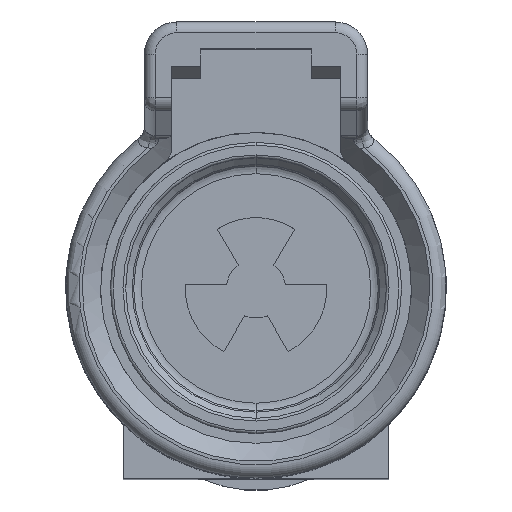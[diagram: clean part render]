
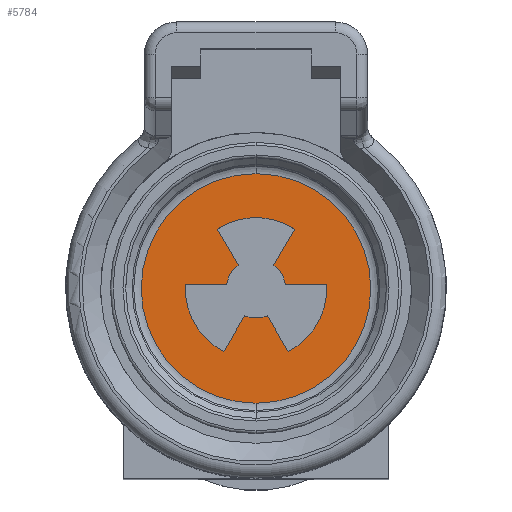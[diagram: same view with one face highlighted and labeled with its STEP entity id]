
A CAD part, top view. The second image highlights one B-rep face of the part: STEP entity #5784.
In plain terms, the highlighted planar face has unit normal (0, 0, 1).
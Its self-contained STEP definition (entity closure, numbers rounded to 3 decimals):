
#2199=CARTESIAN_POINT('',(0.,0.,-20.447));
#2200=DIRECTION('',(0.,0.,1.));
#2201=DIRECTION('',(0.,-1.,0.));
#2202=AXIS2_PLACEMENT_3D('',#2199,#2200,#2201);
#2214=CARTESIAN_POINT('',(0.,0.,-20.447));
#2215=DIRECTION('',(0.,0.,-1.));
#2216=DIRECTION('',(0.,-1.,0.));
#2217=AXIS2_PLACEMENT_3D('',#2214,#2215,#2216);
#2219=DIRECTION('',(0.5,-0.866,0.));
#2220=VECTOR('',#2219,1.962);
#2221=CARTESIAN_POINT('',(0.539,-1.289,-20.447));
#2222=LINE('',#2221,#2220);
#2223=CARTESIAN_POINT('',(0.,0.,-20.447));
#2224=DIRECTION('',(0.,0.,1.));
#2225=DIRECTION('',(0.453,-0.891,0.));
#2226=AXIS2_PLACEMENT_3D('',#2223,#2224,#2225);
#2228=DIRECTION('',(-1.,0.,0.));
#2229=VECTOR('',#2228,1.962);
#2230=CARTESIAN_POINT('',(3.348,0.178,-20.447));
#2231=LINE('',#2230,#2229);
#2232=CARTESIAN_POINT('',(0.,0.,-20.447));
#2233=DIRECTION('',(0.,0.,1.));
#2234=DIRECTION('',(0.992,0.127,0.));
#2235=AXIS2_PLACEMENT_3D('',#2232,#2233,#2234);
#2237=DIRECTION('',(0.5,0.866,0.));
#2238=VECTOR('',#2237,1.962);
#2239=CARTESIAN_POINT('',(0.847,1.111,-20.447));
#2240=LINE('',#2239,#2238);
#2241=CARTESIAN_POINT('',(0.,0.,-20.447));
#2242=DIRECTION('',(0.,0.,1.));
#2243=DIRECTION('',(0.545,0.838,0.));
#2244=AXIS2_PLACEMENT_3D('',#2241,#2242,#2243);
#2246=DIRECTION('',(0.5,-0.866,0.));
#2247=VECTOR('',#2246,1.962);
#2248=CARTESIAN_POINT('',(-1.828,2.811,-20.447));
#2249=LINE('',#2248,#2247);
#2250=CARTESIAN_POINT('',(0.,0.,-20.447));
#2251=DIRECTION('',(0.,0.,1.));
#2252=DIRECTION('',(-0.606,0.795,0.));
#2253=AXIS2_PLACEMENT_3D('',#2250,#2251,#2252);
#2255=DIRECTION('',(-1.,0.,0.));
#2256=VECTOR('',#2255,1.962);
#2257=CARTESIAN_POINT('',(-1.386,0.178,-20.447));
#2258=LINE('',#2257,#2256);
#2259=CARTESIAN_POINT('',(0.,0.,-20.447));
#2260=DIRECTION('',(0.,0.,1.));
#2261=DIRECTION('',(-0.999,0.053,0.));
#2262=AXIS2_PLACEMENT_3D('',#2259,#2260,#2261);
#2264=DIRECTION('',(0.5,0.866,0.));
#2265=VECTOR('',#2264,1.962);
#2266=CARTESIAN_POINT('',(-1.52,-2.988,-20.447));
#2267=LINE('',#2266,#2265);
#2276=CARTESIAN_POINT('',(0.,0.,-20.447));
#2277=DIRECTION('',(0.,0.,-1.));
#2278=DIRECTION('',(0.386,-0.923,0.));
#2279=AXIS2_PLACEMENT_3D('',#2276,#2277,#2278);
#2415=CARTESIAN_POINT('',(0.,-5.436,-20.447));
#2417=VERTEX_POINT('',#2415);
#2423=CARTESIAN_POINT('',(0.,5.436,-20.447));
#2425=VERTEX_POINT('',#2423);
#2767=CARTESIAN_POINT('',(0.539,-1.289,-20.447));
#2768=CARTESIAN_POINT('',(1.52,-2.988,-20.447));
#2769=VERTEX_POINT('',#2767);
#2770=VERTEX_POINT('',#2768);
#2771=CARTESIAN_POINT('',(3.348,0.178,-20.447));
#2772=VERTEX_POINT('',#2771);
#2773=CARTESIAN_POINT('',(1.386,0.178,-20.447));
#2774=VERTEX_POINT('',#2773);
#2775=CARTESIAN_POINT('',(0.847,1.111,-20.447));
#2776=CARTESIAN_POINT('',(1.828,2.811,-20.447));
#2777=VERTEX_POINT('',#2775);
#2778=VERTEX_POINT('',#2776);
#2779=CARTESIAN_POINT('',(-1.828,2.811,-20.447));
#2780=VERTEX_POINT('',#2779);
#2781=CARTESIAN_POINT('',(-0.847,1.111,-20.447));
#2782=VERTEX_POINT('',#2781);
#2783=CARTESIAN_POINT('',(-1.386,0.178,-20.447));
#2784=CARTESIAN_POINT('',(-3.348,0.178,-20.447));
#2785=VERTEX_POINT('',#2783);
#2786=VERTEX_POINT('',#2784);
#2787=CARTESIAN_POINT('',(-1.52,-2.988,-20.447));
#2788=VERTEX_POINT('',#2787);
#2789=CARTESIAN_POINT('',(-0.539,-1.289,-20.447));
#2790=VERTEX_POINT('',#2789);
#5749=CARTESIAN_POINT('',(0.,0.,-20.447));
#5750=DIRECTION('',(0.,0.,1.));
#5751=DIRECTION('',(0.,1.,0.));
#5752=AXIS2_PLACEMENT_3D('',#5749,#5750,#5751);
#5753=PLANE('',#5752);
#5754=ORIENTED_EDGE('',*,*,#5744,.T.);
#5755=ORIENTED_EDGE('',*,*,#5728,.F.);
#5756=EDGE_LOOP('',(#5754,#5755));
#5757=FACE_OUTER_BOUND('',#5756,.F.);
#5759=ORIENTED_EDGE('',*,*,#5758,.T.);
#5761=ORIENTED_EDGE('',*,*,#5760,.T.);
#5763=ORIENTED_EDGE('',*,*,#5762,.T.);
#5765=ORIENTED_EDGE('',*,*,#5764,.T.);
#5767=ORIENTED_EDGE('',*,*,#5766,.T.);
#5769=ORIENTED_EDGE('',*,*,#5768,.T.);
#5771=ORIENTED_EDGE('',*,*,#5770,.T.);
#5773=ORIENTED_EDGE('',*,*,#5772,.T.);
#5775=ORIENTED_EDGE('',*,*,#5774,.T.);
#5777=ORIENTED_EDGE('',*,*,#5776,.T.);
#5779=ORIENTED_EDGE('',*,*,#5778,.T.);
#5781=ORIENTED_EDGE('',*,*,#5780,.F.);
#5782=EDGE_LOOP('',(#5759,#5761,#5763,#5765,#5767,#5769,#5771,#5773,#5775,#5777,
#5779,#5781));
#5783=FACE_BOUND('',#5782,.F.);
#5784=ADVANCED_FACE('',(#5757,#5783),#5753,.T.);
#2203=CIRCLE('',#2202,5.436);
#2218=CIRCLE('',#2217,5.436);
#2227=CIRCLE('',#2226,3.353);
#2236=CIRCLE('',#2235,1.397);
#2245=CIRCLE('',#2244,3.353);
#2254=CIRCLE('',#2253,1.397);
#2263=CIRCLE('',#2262,3.353);
#2280=CIRCLE('',#2279,1.397);
#5728=EDGE_CURVE('',#2417,#2425,#2203,.T.);
#5744=EDGE_CURVE('',#2417,#2425,#2218,.T.);
#5758=EDGE_CURVE('',#2769,#2770,#2222,.T.);
#5760=EDGE_CURVE('',#2770,#2772,#2227,.T.);
#5762=EDGE_CURVE('',#2772,#2774,#2231,.T.);
#5764=EDGE_CURVE('',#2774,#2777,#2236,.T.);
#5766=EDGE_CURVE('',#2777,#2778,#2240,.T.);
#5768=EDGE_CURVE('',#2778,#2780,#2245,.T.);
#5770=EDGE_CURVE('',#2780,#2782,#2249,.T.);
#5772=EDGE_CURVE('',#2782,#2785,#2254,.T.);
#5774=EDGE_CURVE('',#2785,#2786,#2258,.T.);
#5776=EDGE_CURVE('',#2786,#2788,#2263,.T.);
#5778=EDGE_CURVE('',#2788,#2790,#2267,.T.);
#5780=EDGE_CURVE('',#2769,#2790,#2280,.T.);
